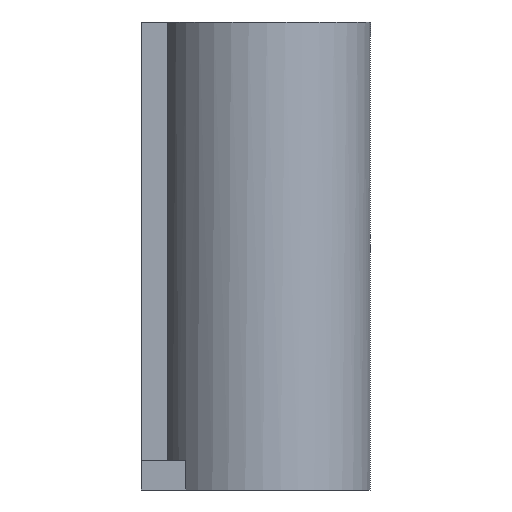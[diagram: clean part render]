
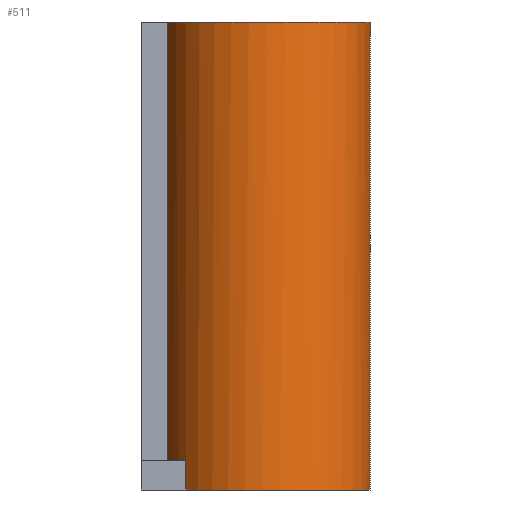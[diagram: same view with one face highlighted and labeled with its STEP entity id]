
A CAD part, front view. The second image highlights one B-rep face of the part: STEP entity #511.
In plain terms, the highlighted cylindrical face has radius 10.5 mm (diameter 21 mm), a partial arc.
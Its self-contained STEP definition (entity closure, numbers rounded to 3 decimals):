
#65=FACE_OUTER_BOUND('',#94,.T.);
#94=EDGE_LOOP('',(#465,#466,#467,#468,#469,#470,#471,#472));
#110=LINE('',#742,#168);
#114=LINE('',#754,#172);
#148=LINE('',#833,#206);
#154=LINE('',#844,#212);
#168=VECTOR('',#601,10.);
#172=VECTOR('',#611,10.);
#206=VECTOR('',#687,10.);
#212=VECTOR('',#697,10.);
#217=CIRCLE('',#538,10.5);
#218=CIRCLE('',#541,10.5);
#223=CIRCLE('',#556,10.5);
#224=CIRCLE('',#564,10.5);
#235=VERTEX_POINT('',#735);
#238=VERTEX_POINT('',#740);
#239=VERTEX_POINT('',#744);
#242=VERTEX_POINT('',#751);
#243=VERTEX_POINT('',#753);
#246=VERTEX_POINT('',#760);
#267=VERTEX_POINT('',#832);
#270=VERTEX_POINT('',#842);
#288=EDGE_CURVE('',#235,#238,#110,.T.);
#290=EDGE_CURVE('',#238,#239,#217,.T.);
#293=EDGE_CURVE('',#243,#242,#114,.T.);
#298=EDGE_CURVE('',#246,#243,#218,.T.);
#327=EDGE_CURVE('',#235,#242,#223,.T.);
#333=EDGE_CURVE('',#267,#246,#148,.T.);
#339=EDGE_CURVE('',#239,#270,#154,.T.);
#340=EDGE_CURVE('',#267,#270,#224,.T.);
#465=ORIENTED_EDGE('',*,*,#290,.T.);
#466=ORIENTED_EDGE('',*,*,#339,.T.);
#467=ORIENTED_EDGE('',*,*,#340,.F.);
#468=ORIENTED_EDGE('',*,*,#333,.T.);
#469=ORIENTED_EDGE('',*,*,#298,.T.);
#470=ORIENTED_EDGE('',*,*,#293,.T.);
#471=ORIENTED_EDGE('',*,*,#327,.F.);
#472=ORIENTED_EDGE('',*,*,#288,.T.);
#485=CYLINDRICAL_SURFACE('',#563,10.5);
#511=ADVANCED_FACE('',(#65),#485,.T.);
#538=AXIS2_PLACEMENT_3D('',#747,#605,#606);
#541=AXIS2_PLACEMENT_3D('',#763,#618,#619);
#556=AXIS2_PLACEMENT_3D('',#820,#672,#673);
#563=AXIS2_PLACEMENT_3D('',#845,#698,#699);
#564=AXIS2_PLACEMENT_3D('',#846,#700,#701);
#601=DIRECTION('',(0.,0.,1.));
#605=DIRECTION('center_axis',(0.,0.,1.));
#606=DIRECTION('ref_axis',(-0.937,-0.348,0.));
#611=DIRECTION('',(0.,0.,-1.));
#618=DIRECTION('center_axis',(0.,0.,1.));
#619=DIRECTION('ref_axis',(-0.937,-0.348,0.));
#672=DIRECTION('center_axis',(0.,0.,-1.));
#673=DIRECTION('ref_axis',(-0.944,0.331,0.));
#687=DIRECTION('',(0.,0.,-1.));
#697=DIRECTION('',(0.,0.,1.));
#698=DIRECTION('center_axis',(0.,0.,1.));
#699=DIRECTION('ref_axis',(1.,0.009,0.));
#700=DIRECTION('center_axis',(0.,0.,1.));
#701=DIRECTION('ref_axis',(-0.937,-0.348,0.));
#735=CARTESIAN_POINT('',(-8.218,6.536,-6.));
#740=CARTESIAN_POINT('',(-8.218,6.536,-3.));
#742=CARTESIAN_POINT('',(-8.218,6.536,0.));
#744=CARTESIAN_POINT('',(-9.908,3.477,-3.));
#747=CARTESIAN_POINT('Origin',(0.,0.,-3.));
#751=CARTESIAN_POINT('',(-8.07,-6.717,-6.));
#753=CARTESIAN_POINT('',(-8.07,-6.717,-3.));
#754=CARTESIAN_POINT('',(-8.07,-6.717,0.));
#760=CARTESIAN_POINT('',(-9.842,-3.659,-3.));
#763=CARTESIAN_POINT('Origin',(0.,0.,-3.));
#820=CARTESIAN_POINT('Origin',(0.,0.,-6.));
#832=CARTESIAN_POINT('',(-9.842,-3.659,41.));
#833=CARTESIAN_POINT('',(-9.842,-3.659,0.));
#842=CARTESIAN_POINT('',(-9.908,3.477,41.));
#844=CARTESIAN_POINT('',(-9.908,3.477,0.));
#845=CARTESIAN_POINT('Origin',(0.,0.,0.));
#846=CARTESIAN_POINT('Origin',(0.,0.,41.));
